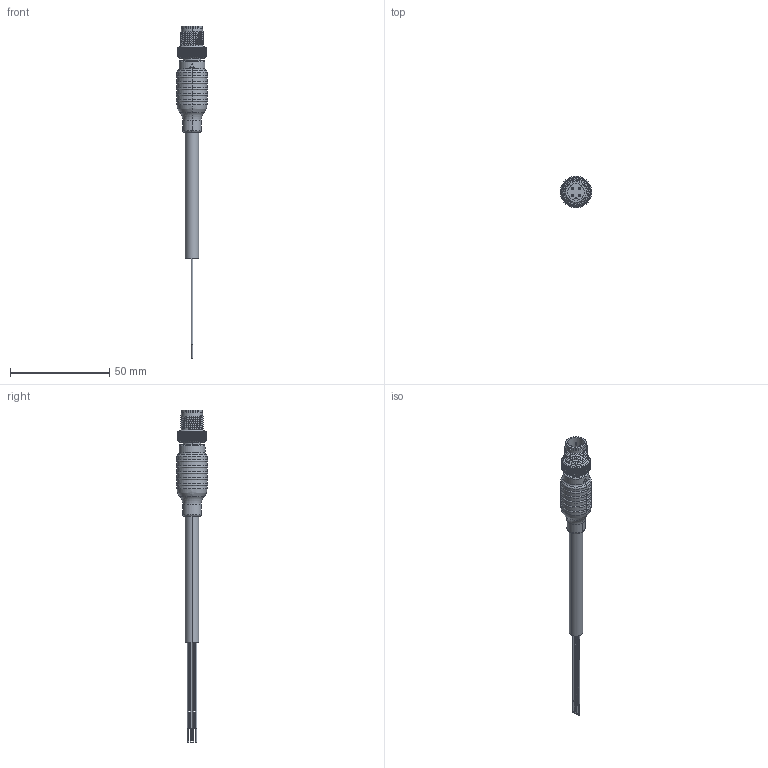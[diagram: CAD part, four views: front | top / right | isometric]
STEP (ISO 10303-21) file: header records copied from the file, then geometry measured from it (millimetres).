
FILE_DESCRIPTION((''),'2;1');
FILE_NAME('254697_SM01_ASM','2026-01-27T09:03:35',('banengservice'),('BANNER ENGINEERING'),'CREO PARAMETRIC BY PTC INC, 2022414','CREO PARAMETRIC BY PTC INC, 2022414','');
FILE_SCHEMA(('CONFIG_CONTROL_DESIGN'));
Length unit declared in the file: millimetre
Products named in the file (2): 254697_EP01; 254697_SM01_ASM
Assembly tree (1 placements, depth 2):
  254697_SM01_ASM
    254697_EP01
Bounding box: 15.77 x 15.77 x 167.05 mm (x, y, z)
Volume: 8990.9 mm3; surface area: 6027.6 mm2
Topology: 1 solids, 1 shells, 404 faces, 1114 edges, 727 vertices
Faces by surface type: cylinder 258, plane 100, torus 24, sphere 8, bspline 8, cone 6
Entity records: 16960 total; most frequent: CARTESIAN_POINT 7160, ORIENTED_EDGE 2212, DIRECTION 1829, EDGE_CURVE 1106, AXIS2_PLACEMENT_3D 732, VERTEX_POINT 727, EDGE_LOOP 427, B_SPLINE_CURVE_WITH_KNOTS 408
